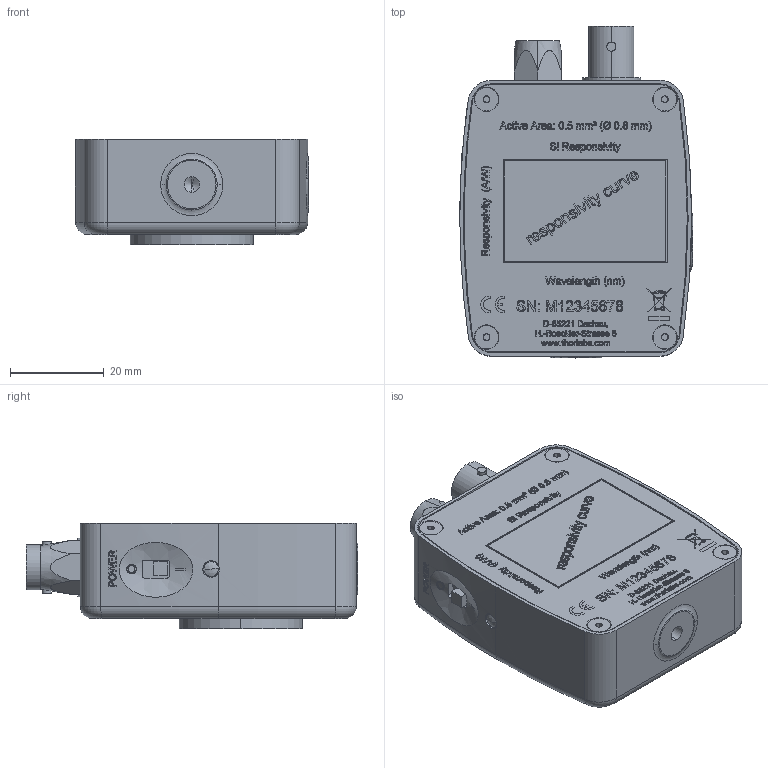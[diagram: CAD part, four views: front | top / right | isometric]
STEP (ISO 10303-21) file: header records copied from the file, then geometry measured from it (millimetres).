
FILE_DESCRIPTION (( 'STEP AP214' ), '1' );
FILE_NAME ('19.04.16_PDA8A2_A.STEP', '2019-04-16T08:47:29', ( '' ), ( '' ), 'SwSTEP 2.0', 'SolidWorks 2018', '' );
FILE_SCHEMA (( 'AUTOMOTIVE_DESIGN' ));
Length unit declared in the file: millimetre
Products named in the file (1): 19.04.16_PDA8A2_A
Bounding box: 49.89 x 70.9 x 22.48 mm (x, y, z)
Surface area: 23565.2 mm2 (no closed solid volume)
Topology: 0 solids, 71 shells, 4135 faces, 10843 edges, 7153 vertices
Faces by surface type: plane 2083, bspline 1533, cylinder 311, cone 153, torus 53, sphere 2
Entity records: 246497 total; most frequent: CARTESIAN_POINT 109169, ORIENTED_EDGE 21634, DIRECTION 13434, EDGE_CURVE 10825, VERTEX_POINT 7153, VECTOR 6696, LINE 6696, EDGE_LOOP 4526
